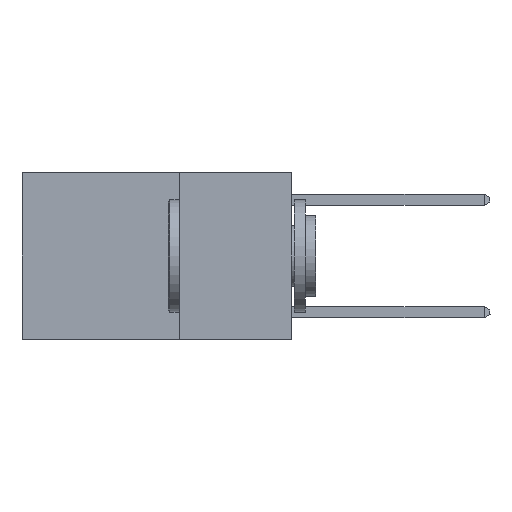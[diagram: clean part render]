
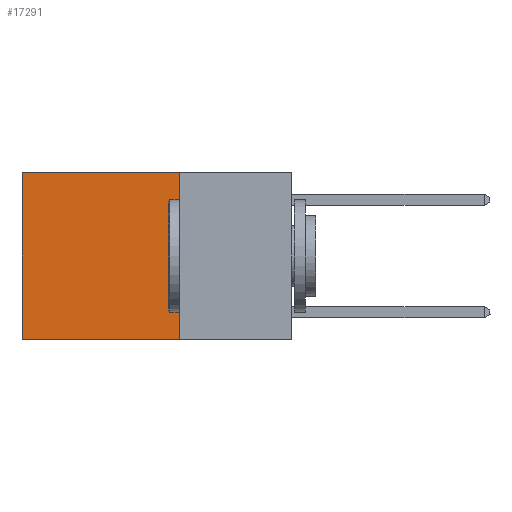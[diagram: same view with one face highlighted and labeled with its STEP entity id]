
A CAD part, left-side view. The second image highlights one B-rep face of the part: STEP entity #17291.
In plain terms, the highlighted planar face has unit normal (-1, 0, 0).
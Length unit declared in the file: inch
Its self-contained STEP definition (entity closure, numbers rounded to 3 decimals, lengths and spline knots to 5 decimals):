
#364 = CARTESIAN_POINT ( 'NONE',  ( 0.2625, 0.25, -0.37 ) ) ;
#451 = LINE ( 'NONE', #364, #7251 ) ;
#1848 = VERTEX_POINT ( 'NONE', #7678 ) ;
#2509 = DIRECTION ( 'NONE',  ( 0., 1., 0. ) ) ;
#3087 = AXIS2_PLACEMENT_3D ( 'NONE', #13591, #12236, #3879 ) ;
#3503 = EDGE_LOOP ( 'NONE', ( #7647, #13592, #8583, #5839 ) ) ;
#3588 = DIRECTION ( 'NONE',  ( 0., 0., -1. ) ) ;
#3879 = DIRECTION ( 'NONE',  ( 0., 0., -1. ) ) ;
#4401 = DIRECTION ( 'NONE',  ( 0., 1., 0. ) ) ;
#4847 = DIRECTION ( 'NONE',  ( 0., 0., -1. ) ) ;
#5501 = FACE_OUTER_BOUND ( 'NONE', #3503, .T. ) ;
#5839 = ORIENTED_EDGE ( 'NONE', *, *, #14368, .T. ) ;
#6689 = VECTOR ( 'NONE', #2509, 39.37008 ) ;
#7154 = LINE ( 'NONE', #13640, #6689 ) ;
#7251 = VECTOR ( 'NONE', #4401, 39.37008 ) ;
#7548 = VECTOR ( 'NONE', #3588, 39.37008 ) ;
#7647 = ORIENTED_EDGE ( 'NONE', *, *, #9232, .T. ) ;
#7678 = CARTESIAN_POINT ( 'NONE',  ( 0.2625, 0.25, 0. ) ) ;
#7991 = LINE ( 'NONE', #14730, #7548 ) ;
#8583 = ORIENTED_EDGE ( 'NONE', *, *, #15622, .F. ) ;
#9224 = VERTEX_POINT ( 'NONE', #14676 ) ;
#9232 = EDGE_CURVE ( 'NONE', #9224, #11130, #17648, .T. ) ;
#10337 = EDGE_CURVE ( 'NONE', #14503, #11130, #451, .T. ) ;
#10789 = VECTOR ( 'NONE', #4847, 39.37008 ) ;
#11130 = VERTEX_POINT ( 'NONE', #15318 ) ;
#11950 = CARTESIAN_POINT ( 'NONE',  ( 0.2625, 0.6, 0. ) ) ;
#12236 = DIRECTION ( 'NONE',  ( 1., 0., 0. ) ) ;
#13591 = CARTESIAN_POINT ( 'NONE',  ( 0.2625, 0.25, 0. ) ) ;
#13592 = ORIENTED_EDGE ( 'NONE', *, *, #10337, .F. ) ;
#13640 = CARTESIAN_POINT ( 'NONE',  ( 0.2625, 0.25, 0. ) ) ;
#14368 = EDGE_CURVE ( 'NONE', #1848, #9224, #7154, .T. ) ;
#14503 = VERTEX_POINT ( 'NONE', #15309 ) ;
#14676 = CARTESIAN_POINT ( 'NONE',  ( 0.2625, 0.6, 0. ) ) ;
#14730 = CARTESIAN_POINT ( 'NONE',  ( 0.2625, 0.25, 0. ) ) ;
#15309 = CARTESIAN_POINT ( 'NONE',  ( 0.2625, 0.25, -0.37 ) ) ;
#15318 = CARTESIAN_POINT ( 'NONE',  ( 0.2625, 0.6, -0.37 ) ) ;
#15622 = EDGE_CURVE ( 'NONE', #1848, #14503, #7991, .T. ) ;
#16308 = PLANE ( 'NONE',  #3087 ) ;
#17291 = ADVANCED_FACE ( 'NONE', ( #5501 ), #16308, .F. ) ;
#17648 = LINE ( 'NONE', #11950, #10789 ) ;
